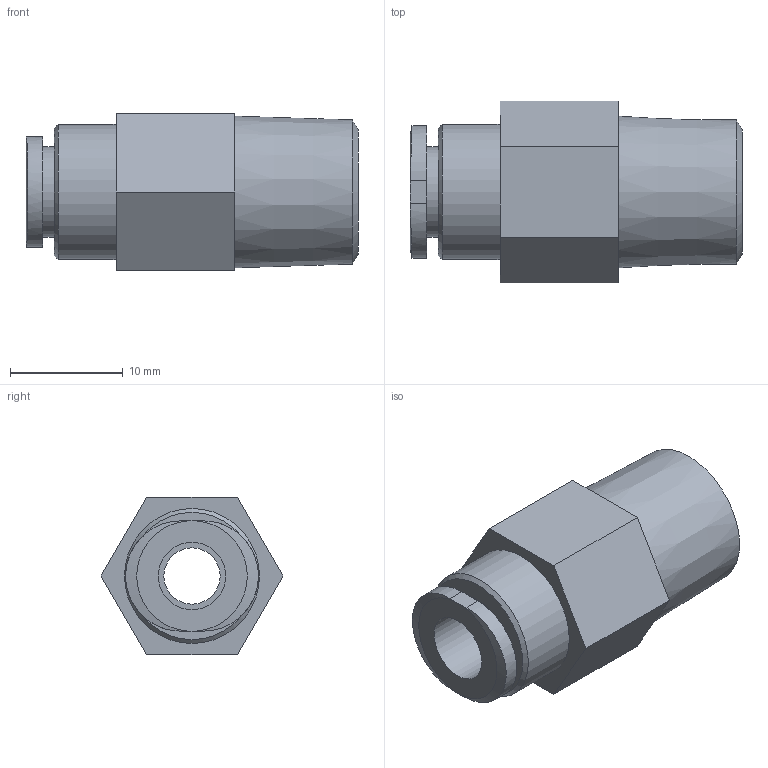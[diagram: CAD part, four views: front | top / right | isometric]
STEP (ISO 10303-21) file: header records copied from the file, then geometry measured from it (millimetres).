
FILE_DESCRIPTION(/* description */ ('STEP AP214'),/* implementation_level */ '2;1');
FILE_NAME(/* name */ '153450_HA-1_4-QS-6',/* time_stamp */ '2024-08-27T07:24:38+02:00',/* author */ ('License CC BY-ND 4.0'),/* organization */ ('CADENAS'),/* preprocessor_version */ 'ST-DEVELOPER v19.3',/* originating_system */ 'PARTsolutions',/* authorisation */ ' ');
FILE_SCHEMA (('AUTOMOTIVE_DESIGN {1 0 10303 214 3 1 1}'));
Length unit declared in the file: millimetre
Products named in the file (1): 153450 HA-1/4-QS-6
Bounding box: 29.5 x 16.17 x 14 mm (x, y, z)
Volume: 3425.4 mm3; surface area: 2085.8 mm2
Topology: 1 solids, 1 shells, 26 faces, 56 edges, 37 vertices
Faces by surface type: plane 15, cylinder 6, cone 5
Full cylindrical faces by diameter (mm): 5 x1, 6 x1, 8 x1, 12 x1
Entity records: 710 total; most frequent: CARTESIAN_POINT 135, DIRECTION 112, ORIENTED_EDGE 96, EDGE_CURVE 48, AXIS2_PLACEMENT_3D 43, EDGE_LOOP 40, FACE_BOUND 40, VERTEX_POINT 36
